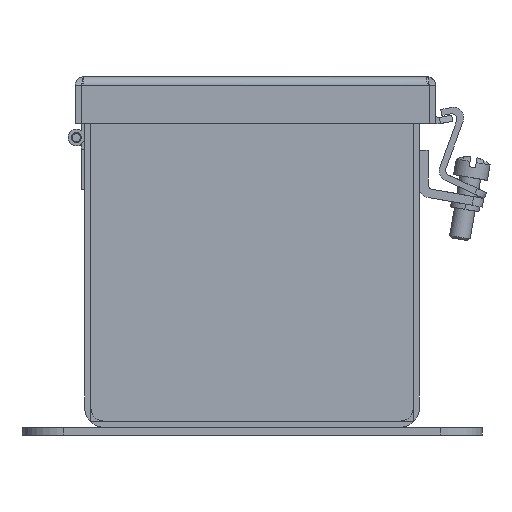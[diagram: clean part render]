
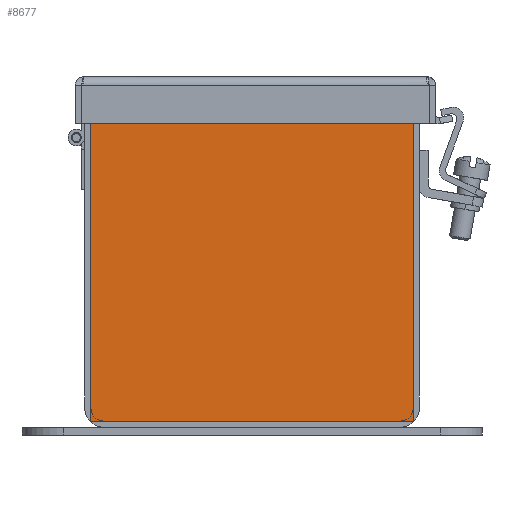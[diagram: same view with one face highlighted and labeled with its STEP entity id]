
A CAD part, left-side view. The second image highlights one B-rep face of the part: STEP entity #8677.
In plain terms, the highlighted planar face has unit normal (-1, 0, 0).
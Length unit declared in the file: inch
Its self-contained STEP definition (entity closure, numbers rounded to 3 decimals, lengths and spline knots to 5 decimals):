
#174 = VERTEX_POINT ( 'NONE', #28074 ) ;
#180 = LINE ( 'NONE', #5103, #11893 ) ;
#441 = DIRECTION ( 'NONE',  ( 0., 1., 0. ) ) ;
#938 = CARTESIAN_POINT ( 'NONE',  ( -1.70918, 0.74875, -2.02996 ) ) ;
#1187 = EDGE_CURVE ( 'NONE', #6800, #28637, #6348, .T. ) ;
#1683 = CARTESIAN_POINT ( 'NONE',  ( -1.70918, 0.74875, 1.82204 ) ) ;
#1999 = CARTESIAN_POINT ( 'NONE',  ( -1.70918, 2.18895, 1.82204 ) ) ;
#2058 = VERTEX_POINT ( 'NONE', #27901 ) ;
#2285 = CARTESIAN_POINT ( 'NONE',  ( -1.70918, 2.18875, 1.79079 ) ) ;
#2483 = DIRECTION ( 'NONE',  ( 0., -1., 0. ) ) ;
#2695 = DIRECTION ( 'NONE',  ( 0., 0., 1. ) ) ;
#3076 = CARTESIAN_POINT ( 'NONE',  ( -1.70918, 2.18875, 1.79059 ) ) ;
#3483 = ORIENTED_EDGE ( 'NONE', *, *, #4722, .F. ) ;
#3507 = EDGE_CURVE ( 'NONE', #8064, #8888, #26192, .T. ) ;
#3578 = CARTESIAN_POINT ( 'NONE',  ( -1.70918, -0.69125, 1.79059 ) ) ;
#3621 = AXIS2_PLACEMENT_3D ( 'NONE', #24435, #16652, #14279 ) ;
#3968 = CARTESIAN_POINT ( 'NONE',  ( -1.70918, 2.18875, 1.79059 ) ) ;
#4249 = CARTESIAN_POINT ( 'NONE',  ( -1.70918, -0.69125, 1.79059 ) ) ;
#4322 = ORIENTED_EDGE ( 'NONE', *, *, #24568, .T. ) ;
#4677 = ORIENTED_EDGE ( 'NONE', *, *, #15960, .T. ) ;
#4722 = EDGE_CURVE ( 'NONE', #8888, #21352, #11184, .T. ) ;
#5008 = VECTOR ( 'NONE', #14755, 39.37008 ) ;
#5103 = CARTESIAN_POINT ( 'NONE',  ( -1.70918, 2.18895, 1.79059 ) ) ;
#5270 = VECTOR ( 'NONE', #2483, 39.37008 ) ;
#5593 = DIRECTION ( 'NONE',  ( 0., 1., 0. ) ) ;
#6118 = LINE ( 'NONE', #3578, #6844 ) ;
#6348 = LINE ( 'NONE', #3968, #26012 ) ;
#6505 = FACE_OUTER_BOUND ( 'NONE', #19736, .T. ) ;
#6800 = VERTEX_POINT ( 'NONE', #3076 ) ;
#6815 = DIRECTION ( 'NONE',  ( 0., 0., -1. ) ) ;
#6844 = VECTOR ( 'NONE', #13895, 39.37008 ) ;
#7049 = VERTEX_POINT ( 'NONE', #1999 ) ;
#7260 = VECTOR ( 'NONE', #20692, 39.37008 ) ;
#8064 = VERTEX_POINT ( 'NONE', #23710 ) ;
#8099 = CARTESIAN_POINT ( 'NONE',  ( -1.70918, 2.67475, -2.02996 ) ) ;
#8250 = ORIENTED_EDGE ( 'NONE', *, *, #10889, .T. ) ;
#8504 = CARTESIAN_POINT ( 'NONE',  ( -1.70918, 0.74875, 1.82204 ) ) ;
#8677 = ADVANCED_FACE ( 'NONE', ( #6505 ), #8752, .F. ) ;
#8752 = PLANE ( 'NONE',  #3621 ) ;
#8888 = VERTEX_POINT ( 'NONE', #14028 ) ;
#9054 = ORIENTED_EDGE ( 'NONE', *, *, #3507, .F. ) ;
#9088 = EDGE_CURVE ( 'NONE', #18192, #174, #9179, .T. ) ;
#9179 = LINE ( 'NONE', #33238, #5270 ) ;
#10685 = DIRECTION ( 'NONE',  ( 0., -1., 0. ) ) ;
#10889 = EDGE_CURVE ( 'NONE', #18192, #6800, #30250, .T. ) ;
#11184 = LINE ( 'NONE', #15896, #23095 ) ;
#11893 = VECTOR ( 'NONE', #2695, 39.37008 ) ;
#13277 = LINE ( 'NONE', #30813, #7260 ) ;
#13521 = LINE ( 'NONE', #26710, #23842 ) ;
#13895 = DIRECTION ( 'NONE',  ( 0., 0., 1. ) ) ;
#14028 = CARTESIAN_POINT ( 'NONE',  ( -1.70918, -1.17725, 1.82204 ) ) ;
#14279 = DIRECTION ( 'NONE',  ( 0., 1., 0. ) ) ;
#14528 = EDGE_CURVE ( 'NONE', #2058, #7049, #29749, .T. ) ;
#14552 = CARTESIAN_POINT ( 'NONE',  ( -1.70918, 2.18895, 1.79059 ) ) ;
#14755 = DIRECTION ( 'NONE',  ( 0., 0., 1. ) ) ;
#15896 = CARTESIAN_POINT ( 'NONE',  ( -1.70918, -1.17725, -0.10396 ) ) ;
#15960 = EDGE_CURVE ( 'NONE', #25079, #174, #6118, .T. ) ;
#16101 = VERTEX_POINT ( 'NONE', #16525 ) ;
#16525 = CARTESIAN_POINT ( 'NONE',  ( -1.70918, -0.69145, 1.79059 ) ) ;
#16652 = DIRECTION ( 'NONE',  ( 1., 0., 0. ) ) ;
#17117 = CARTESIAN_POINT ( 'NONE',  ( -1.70918, 2.18875, 1.82204 ) ) ;
#18192 = VERTEX_POINT ( 'NONE', #2285 ) ;
#18320 = ORIENTED_EDGE ( 'NONE', *, *, #1187, .T. ) ;
#18636 = EDGE_CURVE ( 'NONE', #16101, #25079, #13521, .T. ) ;
#18902 = VECTOR ( 'NONE', #441, 39.37008 ) ;
#19235 = EDGE_CURVE ( 'NONE', #31908, #2058, #32311, .T. ) ;
#19528 = DIRECTION ( 'NONE',  ( 0., 1., 0. ) ) ;
#19736 = EDGE_LOOP ( 'NONE', ( #23804, #4677, #26779, #8250, #18320, #33203, #31168, #25828, #24633, #3483, #9054, #4322 ) ) ;
#20692 = DIRECTION ( 'NONE',  ( 0., 0., -1. ) ) ;
#21352 = VERTEX_POINT ( 'NONE', #29061 ) ;
#23095 = VECTOR ( 'NONE', #26355, 39.37008 ) ;
#23710 = CARTESIAN_POINT ( 'NONE',  ( -1.70918, -0.69145, 1.82204 ) ) ;
#23804 = ORIENTED_EDGE ( 'NONE', *, *, #18636, .T. ) ;
#23842 = VECTOR ( 'NONE', #5593, 39.37008 ) ;
#24435 = CARTESIAN_POINT ( 'NONE',  ( -1.70918, 0.74875, -0.10396 ) ) ;
#24568 = EDGE_CURVE ( 'NONE', #8064, #16101, #13277, .T. ) ;
#24633 = ORIENTED_EDGE ( 'NONE', *, *, #32711, .F. ) ;
#24880 = CARTESIAN_POINT ( 'NONE',  ( -1.70918, 2.67475, -0.10396 ) ) ;
#25079 = VERTEX_POINT ( 'NONE', #4249 ) ;
#25828 = ORIENTED_EDGE ( 'NONE', *, *, #19235, .F. ) ;
#26012 = VECTOR ( 'NONE', #19528, 39.37008 ) ;
#26192 = LINE ( 'NONE', #8504, #26714 ) ;
#26355 = DIRECTION ( 'NONE',  ( 0., 0., -1. ) ) ;
#26433 = VECTOR ( 'NONE', #6815, 39.37008 ) ;
#26710 = CARTESIAN_POINT ( 'NONE',  ( -1.70918, -0.69145, 1.79059 ) ) ;
#26714 = VECTOR ( 'NONE', #10685, 39.37008 ) ;
#26779 = ORIENTED_EDGE ( 'NONE', *, *, #9088, .F. ) ;
#26889 = DIRECTION ( 'NONE',  ( 0., -1., 0. ) ) ;
#27024 = EDGE_CURVE ( 'NONE', #28637, #7049, #180, .T. ) ;
#27901 = CARTESIAN_POINT ( 'NONE',  ( -1.70918, 2.67475, 1.82204 ) ) ;
#28074 = CARTESIAN_POINT ( 'NONE',  ( -1.70918, -0.69125, 1.79079 ) ) ;
#28396 = VECTOR ( 'NONE', #26889, 39.37008 ) ;
#28637 = VERTEX_POINT ( 'NONE', #14552 ) ;
#29061 = CARTESIAN_POINT ( 'NONE',  ( -1.70918, -1.17725, -2.02996 ) ) ;
#29749 = LINE ( 'NONE', #1683, #28396 ) ;
#30250 = LINE ( 'NONE', #17117, #26433 ) ;
#30813 = CARTESIAN_POINT ( 'NONE',  ( -1.70918, -0.69145, 1.82204 ) ) ;
#31168 = ORIENTED_EDGE ( 'NONE', *, *, #14528, .F. ) ;
#31847 = LINE ( 'NONE', #938, #18902 ) ;
#31908 = VERTEX_POINT ( 'NONE', #8099 ) ;
#32311 = LINE ( 'NONE', #24880, #5008 ) ;
#32711 = EDGE_CURVE ( 'NONE', #21352, #31908, #31847, .T. ) ;
#33203 = ORIENTED_EDGE ( 'NONE', *, *, #27024, .T. ) ;
#33238 = CARTESIAN_POINT ( 'NONE',  ( -1.70918, 0.74875, 1.79079 ) ) ;
